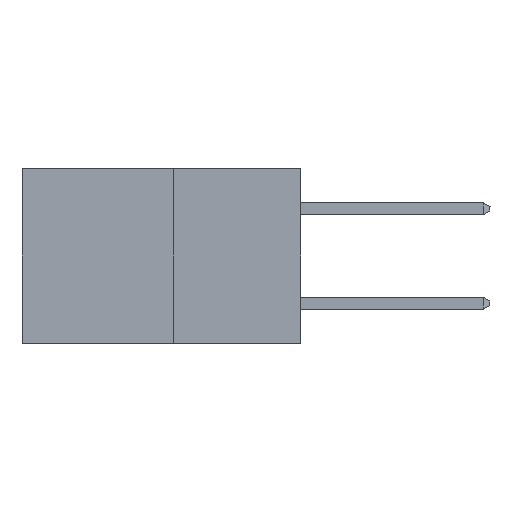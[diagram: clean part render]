
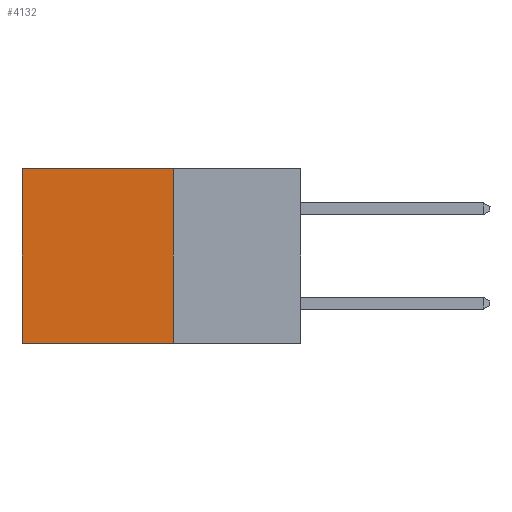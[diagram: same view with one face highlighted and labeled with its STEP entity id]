
A CAD part, left-side view. The second image highlights one B-rep face of the part: STEP entity #4132.
In plain terms, the highlighted planar face has unit normal (-1, 0, 0).
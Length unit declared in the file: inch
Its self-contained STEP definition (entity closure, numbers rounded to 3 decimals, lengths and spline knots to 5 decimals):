
#2 = DIRECTION ( 'NONE',  ( 1., 0., 0. ) ) ;
#280 = PLANE ( 'NONE',  #9416 ) ;
#712 = VERTEX_POINT ( 'NONE', #1546 ) ;
#1102 = LINE ( 'NONE', #3125, #8927 ) ;
#1127 = DIRECTION ( 'NONE',  ( 0., 0., -1. ) ) ;
#1250 = EDGE_CURVE ( 'NONE', #8967, #8239, #1102, .T. ) ;
#1380 = ORIENTED_EDGE ( 'NONE', *, *, #9337, .F. ) ;
#1382 = CARTESIAN_POINT ( 'NONE',  ( 0.277, 0.27, -0.37 ) ) ;
#1406 = CARTESIAN_POINT ( 'NONE',  ( 0.277, 0.27, 0. ) ) ;
#1546 = CARTESIAN_POINT ( 'NONE',  ( 0.277, 0.59, -0.37 ) ) ;
#1662 = DIRECTION ( 'NONE',  ( 0., 0., -1. ) ) ;
#1859 = ORIENTED_EDGE ( 'NONE', *, *, #5495, .T. ) ;
#2116 = CARTESIAN_POINT ( 'NONE',  ( 0.277, 0.27, -0.37 ) ) ;
#2231 = EDGE_LOOP ( 'NONE', ( #1859, #1380, #4799, #6221 ) ) ;
#2669 = LINE ( 'NONE', #5828, #4754 ) ;
#3001 = LINE ( 'NONE', #1406, #9259 ) ;
#3085 = VERTEX_POINT ( 'NONE', #6370 ) ;
#3125 = CARTESIAN_POINT ( 'NONE',  ( 0.277, 0.27, -0.37 ) ) ;
#3491 = FACE_OUTER_BOUND ( 'NONE', #2231, .T. ) ;
#3911 = CARTESIAN_POINT ( 'NONE',  ( 0.277, 0.27, -0.37 ) ) ;
#4132 = ADVANCED_FACE ( 'NONE', ( #3491 ), #280, .F. ) ;
#4508 = DIRECTION ( 'NONE',  ( 0., 0., -1. ) ) ;
#4754 = VECTOR ( 'NONE', #1127, 39.37008 ) ;
#4799 = ORIENTED_EDGE ( 'NONE', *, *, #1250, .F. ) ;
#5495 = EDGE_CURVE ( 'NONE', #3085, #712, #2669, .T. ) ;
#5828 = CARTESIAN_POINT ( 'NONE',  ( 0.277, 0.59, -0.37 ) ) ;
#6095 = DIRECTION ( 'NONE',  ( 0., 1., 0. ) ) ;
#6221 = ORIENTED_EDGE ( 'NONE', *, *, #7060, .T. ) ;
#6370 = CARTESIAN_POINT ( 'NONE',  ( 0.277, 0.59, 0. ) ) ;
#7060 = EDGE_CURVE ( 'NONE', #8967, #3085, #3001, .T. ) ;
#7150 = CARTESIAN_POINT ( 'NONE',  ( 0.277, 0.27, 0. ) ) ;
#7509 = VECTOR ( 'NONE', #9178, 39.37008 ) ;
#8239 = VERTEX_POINT ( 'NONE', #1382 ) ;
#8927 = VECTOR ( 'NONE', #4508, 39.37008 ) ;
#8967 = VERTEX_POINT ( 'NONE', #7150 ) ;
#9178 = DIRECTION ( 'NONE',  ( 0., 1., 0. ) ) ;
#9259 = VECTOR ( 'NONE', #6095, 39.37008 ) ;
#9337 = EDGE_CURVE ( 'NONE', #8239, #712, #9590, .T. ) ;
#9416 = AXIS2_PLACEMENT_3D ( 'NONE', #3911, #2, #1662 ) ;
#9590 = LINE ( 'NONE', #2116, #7509 ) ;
